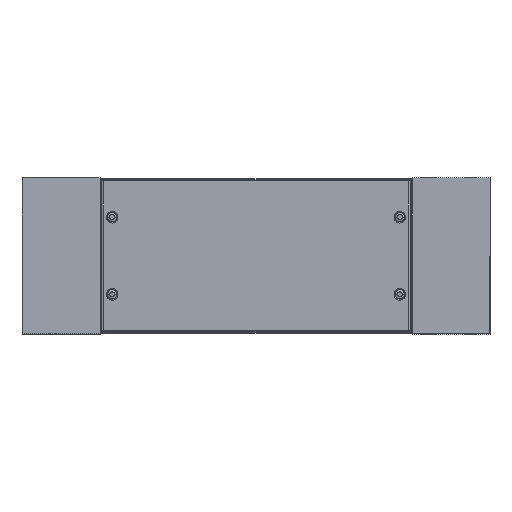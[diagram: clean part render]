
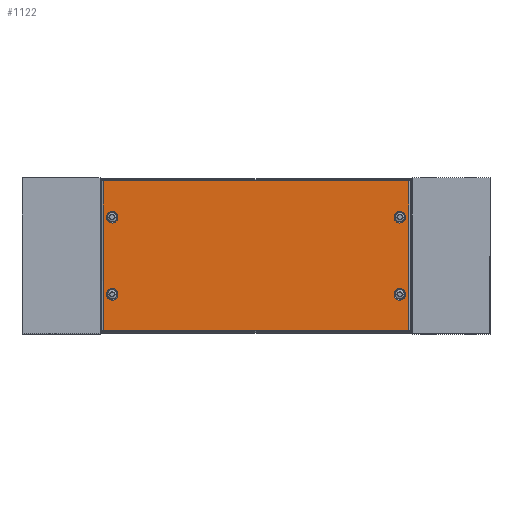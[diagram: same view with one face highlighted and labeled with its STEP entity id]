
A CAD part, top view. The second image highlights one B-rep face of the part: STEP entity #1122.
In plain terms, the highlighted planar face has unit normal (0, 0, 1).
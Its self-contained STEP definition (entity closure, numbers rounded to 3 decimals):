
#155 = DIRECTION ( 'NONE',  ( -1., 0., 0. ) ) ;
#173 = CARTESIAN_POINT ( 'NONE',  ( 196., -96., 0.75 ) ) ;
#223 = VERTEX_POINT ( 'NONE', #1385 ) ;
#293 = AXIS2_PLACEMENT_3D ( 'NONE', #6499, #3260, #7042 ) ;
#304 = DIRECTION ( 'NONE',  ( 0., 0., -1. ) ) ;
#501 = VERTEX_POINT ( 'NONE', #604 ) ;
#604 = CARTESIAN_POINT ( 'NONE',  ( -176.991, -49.5, 0.75 ) ) ;
#638 = PLANE ( 'NONE',  #1215 ) ;
#665 = CARTESIAN_POINT ( 'NONE',  ( 0., 96., 0.75 ) ) ;
#752 = EDGE_LOOP ( 'NONE', ( #5059, #4937 ) ) ;
#1067 = EDGE_CURVE ( 'NONE', #6680, #3337, #1447, .T. ) ;
#1084 = LINE ( 'NONE', #665, #2551 ) ;
#1089 = CARTESIAN_POINT ( 'NONE',  ( -184.5, 49.5, 0.75 ) ) ;
#1117 = CIRCLE ( 'NONE', #4309, 7.509 ) ;
#1122 = ADVANCED_FACE ( 'NONE', ( #2567, #5298, #6722, #3857, #2378 ), #638, .F. ) ;
#1135 = CARTESIAN_POINT ( 'NONE',  ( 192.009, -49.5, 0.75 ) ) ;
#1142 = EDGE_LOOP ( 'NONE', ( #3411, #2349 ) ) ;
#1176 = DIRECTION ( 'NONE',  ( -1., 0., 0. ) ) ;
#1215 = AXIS2_PLACEMENT_3D ( 'NONE', #1697, #4466, #1176 ) ;
#1310 = LINE ( 'NONE', #3047, #4236 ) ;
#1385 = CARTESIAN_POINT ( 'NONE',  ( 176.991, -49.5, 0.75 ) ) ;
#1447 = CIRCLE ( 'NONE', #6480, 7.509 ) ;
#1621 = VERTEX_POINT ( 'NONE', #1135 ) ;
#1624 = EDGE_CURVE ( 'NONE', #1948, #501, #4519, .T. ) ;
#1630 = DIRECTION ( 'NONE',  ( -1., 0., 0. ) ) ;
#1677 = DIRECTION ( 'NONE',  ( 0., 0., -1. ) ) ;
#1696 = EDGE_CURVE ( 'NONE', #2670, #5692, #1084, .T. ) ;
#1697 = CARTESIAN_POINT ( 'NONE',  ( 0., 0., 0.75 ) ) ;
#1948 = VERTEX_POINT ( 'NONE', #4157 ) ;
#2061 = EDGE_CURVE ( 'NONE', #5714, #2412, #5724, .T. ) ;
#2080 = ORIENTED_EDGE ( 'NONE', *, *, #4146, .T. ) ;
#2271 = ORIENTED_EDGE ( 'NONE', *, *, #1067, .T. ) ;
#2349 = ORIENTED_EDGE ( 'NONE', *, *, #1624, .T. ) ;
#2378 = FACE_BOUND ( 'NONE', #6435, .T. ) ;
#2396 = ORIENTED_EDGE ( 'NONE', *, *, #6306, .T. ) ;
#2412 = VERTEX_POINT ( 'NONE', #4105 ) ;
#2466 = CARTESIAN_POINT ( 'NONE',  ( -176.991, 49.5, 0.75 ) ) ;
#2471 = ORIENTED_EDGE ( 'NONE', *, *, #5842, .T. ) ;
#2504 = CARTESIAN_POINT ( 'NONE',  ( -184.5, -49.5, 0.75 ) ) ;
#2551 = VECTOR ( 'NONE', #3947, 1000. ) ;
#2567 = FACE_OUTER_BOUND ( 'NONE', #6952, .T. ) ;
#2615 = ORIENTED_EDGE ( 'NONE', *, *, #2061, .T. ) ;
#2670 = VERTEX_POINT ( 'NONE', #2755 ) ;
#2747 = CARTESIAN_POINT ( 'NONE',  ( -196., -96., 0.75 ) ) ;
#2755 = CARTESIAN_POINT ( 'NONE',  ( 196., 96., 0.75 ) ) ;
#2809 = CARTESIAN_POINT ( 'NONE',  ( -184.5, -49.5, 0.75 ) ) ;
#2944 = DIRECTION ( 'NONE',  ( 0., 0., -1. ) ) ;
#3047 = CARTESIAN_POINT ( 'NONE',  ( 196., 0., 0.75 ) ) ;
#3078 = DIRECTION ( 'NONE',  ( -1., 0., 0. ) ) ;
#3192 = DIRECTION ( 'NONE',  ( 1., 0., 0. ) ) ;
#3203 = VECTOR ( 'NONE', #3192, 1000. ) ;
#3238 = CIRCLE ( 'NONE', #5786, 7.509 ) ;
#3260 = DIRECTION ( 'NONE',  ( 0., 0., -1. ) ) ;
#3279 = VERTEX_POINT ( 'NONE', #2747 ) ;
#3337 = VERTEX_POINT ( 'NONE', #3364 ) ;
#3361 = DIRECTION ( 'NONE',  ( -1., 0., 0. ) ) ;
#3364 = CARTESIAN_POINT ( 'NONE',  ( 176.991, 49.5, 0.75 ) ) ;
#3385 = CARTESIAN_POINT ( 'NONE',  ( 192.009, 49.5, 0.75 ) ) ;
#3411 = ORIENTED_EDGE ( 'NONE', *, *, #5133, .T. ) ;
#3424 = DIRECTION ( 'NONE',  ( 0., 0., -1. ) ) ;
#3488 = ORIENTED_EDGE ( 'NONE', *, *, #6930, .T. ) ;
#3545 = DIRECTION ( 'NONE',  ( 0., -1., 0. ) ) ;
#3556 = ORIENTED_EDGE ( 'NONE', *, *, #6118, .T. ) ;
#3563 = ORIENTED_EDGE ( 'NONE', *, *, #1696, .T. ) ;
#3590 = CARTESIAN_POINT ( 'NONE',  ( -184.5, 49.5, 0.75 ) ) ;
#3787 = CIRCLE ( 'NONE', #4183, 7.509 ) ;
#3806 = AXIS2_PLACEMENT_3D ( 'NONE', #2504, #6334, #3078 ) ;
#3857 = FACE_BOUND ( 'NONE', #752, .T. ) ;
#3947 = DIRECTION ( 'NONE',  ( -1., 0., 0. ) ) ;
#3992 = LINE ( 'NONE', #5693, #6871 ) ;
#4069 = EDGE_CURVE ( 'NONE', #223, #1621, #3238, .T. ) ;
#4105 = CARTESIAN_POINT ( 'NONE',  ( -192.009, 49.5, 0.75 ) ) ;
#4112 = DIRECTION ( 'NONE',  ( 0., 1., 0. ) ) ;
#4121 = DIRECTION ( 'NONE',  ( -1., 0., 0. ) ) ;
#4146 = EDGE_CURVE ( 'NONE', #5692, #3279, #3992, .T. ) ;
#4157 = CARTESIAN_POINT ( 'NONE',  ( -192.009, -49.5, 0.75 ) ) ;
#4183 = AXIS2_PLACEMENT_3D ( 'NONE', #3590, #304, #4121 ) ;
#4236 = VECTOR ( 'NONE', #4112, 1000. ) ;
#4306 = CIRCLE ( 'NONE', #3806, 7.509 ) ;
#4309 = AXIS2_PLACEMENT_3D ( 'NONE', #6649, #3424, #155 ) ;
#4466 = DIRECTION ( 'NONE',  ( 0., 0., -1. ) ) ;
#4469 = LINE ( 'NONE', #6433, #3203 ) ;
#4519 = CIRCLE ( 'NONE', #5351, 7.509 ) ;
#4893 = CIRCLE ( 'NONE', #293, 7.509 ) ;
#4924 = DIRECTION ( 'NONE',  ( 0., 0., -1. ) ) ;
#4937 = ORIENTED_EDGE ( 'NONE', *, *, #4069, .T. ) ;
#4959 = CARTESIAN_POINT ( 'NONE',  ( 184.5, 49.5, 0.75 ) ) ;
#5059 = ORIENTED_EDGE ( 'NONE', *, *, #5923, .T. ) ;
#5133 = EDGE_CURVE ( 'NONE', #501, #1948, #4306, .T. ) ;
#5298 = FACE_BOUND ( 'NONE', #6691, .T. ) ;
#5351 = AXIS2_PLACEMENT_3D ( 'NONE', #2809, #6594, #3361 ) ;
#5515 = DIRECTION ( 'NONE',  ( -1., 0., 0. ) ) ;
#5692 = VERTEX_POINT ( 'NONE', #5695 ) ;
#5693 = CARTESIAN_POINT ( 'NONE',  ( -196., 0., 0.75 ) ) ;
#5695 = CARTESIAN_POINT ( 'NONE',  ( -196., 96., 0.75 ) ) ;
#5714 = VERTEX_POINT ( 'NONE', #2466 ) ;
#5724 = CIRCLE ( 'NONE', #6897, 7.509 ) ;
#5786 = AXIS2_PLACEMENT_3D ( 'NONE', #6198, #2944, #6726 ) ;
#5842 = EDGE_CURVE ( 'NONE', #3279, #6767, #4469, .T. ) ;
#5923 = EDGE_CURVE ( 'NONE', #1621, #223, #4893, .T. ) ;
#6118 = EDGE_CURVE ( 'NONE', #3337, #6680, #1117, .T. ) ;
#6198 = CARTESIAN_POINT ( 'NONE',  ( 184.5, -49.5, 0.75 ) ) ;
#6306 = EDGE_CURVE ( 'NONE', #2412, #5714, #3787, .T. ) ;
#6334 = DIRECTION ( 'NONE',  ( 0., 0., -1. ) ) ;
#6433 = CARTESIAN_POINT ( 'NONE',  ( 0., -96., 0.75 ) ) ;
#6435 = EDGE_LOOP ( 'NONE', ( #2271, #3556 ) ) ;
#6480 = AXIS2_PLACEMENT_3D ( 'NONE', #4959, #1677, #5515 ) ;
#6499 = CARTESIAN_POINT ( 'NONE',  ( 184.5, -49.5, 0.75 ) ) ;
#6594 = DIRECTION ( 'NONE',  ( 0., 0., -1. ) ) ;
#6649 = CARTESIAN_POINT ( 'NONE',  ( 184.5, 49.5, 0.75 ) ) ;
#6680 = VERTEX_POINT ( 'NONE', #3385 ) ;
#6691 = EDGE_LOOP ( 'NONE', ( #2615, #2396 ) ) ;
#6722 = FACE_BOUND ( 'NONE', #1142, .T. ) ;
#6726 = DIRECTION ( 'NONE',  ( -1., 0., 0. ) ) ;
#6767 = VERTEX_POINT ( 'NONE', #173 ) ;
#6871 = VECTOR ( 'NONE', #3545, 1000. ) ;
#6897 = AXIS2_PLACEMENT_3D ( 'NONE', #1089, #4924, #1630 ) ;
#6930 = EDGE_CURVE ( 'NONE', #6767, #2670, #1310, .T. ) ;
#6952 = EDGE_LOOP ( 'NONE', ( #3563, #2080, #2471, #3488 ) ) ;
#7042 = DIRECTION ( 'NONE',  ( -1., 0., 0. ) ) ;
